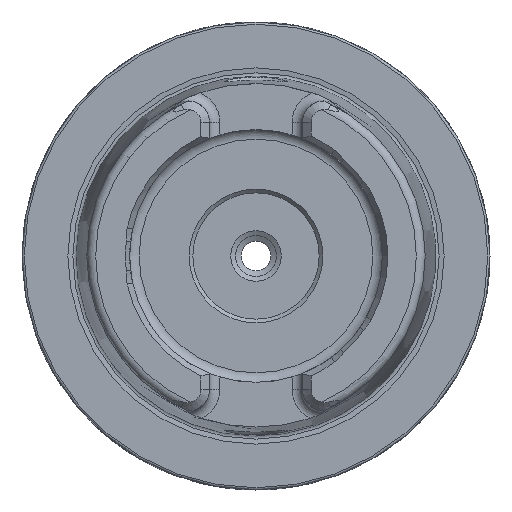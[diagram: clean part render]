
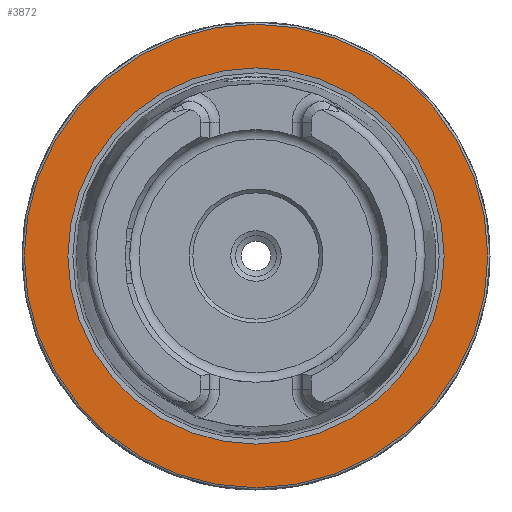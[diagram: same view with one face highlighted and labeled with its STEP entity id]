
A CAD part, left-side view. The second image highlights one B-rep face of the part: STEP entity #3872.
In plain terms, the highlighted planar face has unit normal (-1, 0, 0).
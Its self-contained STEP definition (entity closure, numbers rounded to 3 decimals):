
#43 = CARTESIAN_POINT ( 'NONE',  ( 0., 0., 0. ) ) ;
#44 = CARTESIAN_POINT ( 'NONE',  ( 0., 0., 31.2 ) ) ;
#280 = CARTESIAN_POINT ( 'NONE',  ( 0., 0., 0. ) ) ;
#547 = EDGE_LOOP ( 'NONE', ( #2615 ) ) ;
#569 = CARTESIAN_POINT ( 'NONE',  ( 0., 0., 25.324 ) ) ;
#620 = EDGE_CURVE ( 'NONE', #4361, #4361, #4429, .T. ) ;
#856 = CARTESIAN_POINT ( 'NONE',  ( 0., 31.2, 0. ) ) ;
#1440 = VERTEX_POINT ( 'NONE', #44 ) ;
#1727 = ORIENTED_EDGE ( 'NONE', *, *, #620, .F. ) ;
#2454 = FACE_BOUND ( 'NONE', #3300, .T. ) ;
#2457 = EDGE_CURVE ( 'NONE', #1440, #1440, #4959, .T. ) ;
#2597 = PLANE ( 'NONE',  #3984 ) ;
#2615 = ORIENTED_EDGE ( 'NONE', *, *, #2457, .T. ) ;
#3063 = DIRECTION ( 'NONE',  ( 1., 0., 0. ) ) ;
#3153 = DIRECTION ( 'NONE',  ( 0., 0., 1. ) ) ;
#3300 = EDGE_LOOP ( 'NONE', ( #1727 ) ) ;
#3389 = AXIS2_PLACEMENT_3D ( 'NONE', #280, #5131, #3817 ) ;
#3817 = DIRECTION ( 'NONE',  ( 0., 0., 1. ) ) ;
#3872 = ADVANCED_FACE ( 'NONE', ( #2454, #5208 ), #2597, .F. ) ;
#3980 = DIRECTION ( 'NONE',  ( 0., 0., -1. ) ) ;
#3984 = AXIS2_PLACEMENT_3D ( 'NONE', #856, #3063, #3980 ) ;
#3989 = DIRECTION ( 'NONE',  ( -1., 0., 0. ) ) ;
#4062 = AXIS2_PLACEMENT_3D ( 'NONE', #43, #3989, #3153 ) ;
#4361 = VERTEX_POINT ( 'NONE', #569 ) ;
#4429 = CIRCLE ( 'NONE', #3389, 25.324 ) ;
#4959 = CIRCLE ( 'NONE', #4062, 31.2 ) ;
#5131 = DIRECTION ( 'NONE',  ( -1., 0., 0. ) ) ;
#5208 = FACE_OUTER_BOUND ( 'NONE', #547, .T. ) ;
